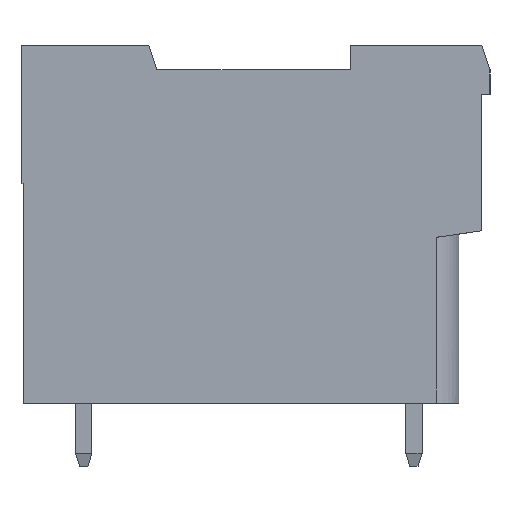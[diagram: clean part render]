
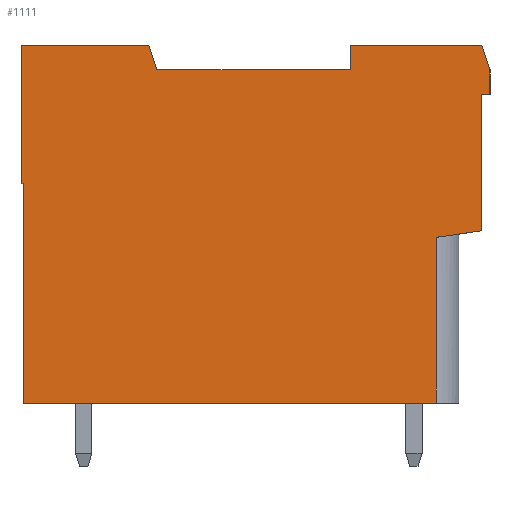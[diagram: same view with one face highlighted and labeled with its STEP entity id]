
A CAD part, left-side view. The second image highlights one B-rep face of the part: STEP entity #1111.
In plain terms, the highlighted planar face has unit normal (-1, 0, 0).
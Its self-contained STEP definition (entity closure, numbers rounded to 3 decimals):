
#1111 = ADVANCED_FACE( '', ( #2858 ), #2859, .T. );
#2858 = FACE_OUTER_BOUND( '', #5392, .T. );
#2859 = PLANE( '', #5393 );
#5392 = EDGE_LOOP( '', ( #8180, #8181, #8182, #8183, #8184, #8185, #8186, #8187, #8188, #8189, #8190, #8191, #8192, #8193, #8194 ) );
#5393 = AXIS2_PLACEMENT_3D( '', #8195, #8196, #8197 );
#8180 = ORIENTED_EDGE( '', *, *, #15636, .T. );
#8181 = ORIENTED_EDGE( '', *, *, #15414, .T. );
#8182 = ORIENTED_EDGE( '', *, *, #15637, .T. );
#8183 = ORIENTED_EDGE( '', *, *, #15638, .T. );
#8184 = ORIENTED_EDGE( '', *, *, #15639, .T. );
#8185 = ORIENTED_EDGE( '', *, *, #15640, .T. );
#8186 = ORIENTED_EDGE( '', *, *, #15641, .F. );
#8187 = ORIENTED_EDGE( '', *, *, #15642, .T. );
#8188 = ORIENTED_EDGE( '', *, *, #15643, .T. );
#8189 = ORIENTED_EDGE( '', *, *, #15644, .T. );
#8190 = ORIENTED_EDGE( '', *, *, #15645, .T. );
#8191 = ORIENTED_EDGE( '', *, *, #15646, .T. );
#8192 = ORIENTED_EDGE( '', *, *, #15647, .T. );
#8193 = ORIENTED_EDGE( '', *, *, #15648, .T. );
#8194 = ORIENTED_EDGE( '', *, *, #15649, .T. );
#8195 = CARTESIAN_POINT( '', ( -20.32, 0., 0. ) );
#8196 = DIRECTION( '', ( -1., 0., 0. ) );
#8197 = DIRECTION( '', ( 0., 0., 1. ) );
#15414 = EDGE_CURVE( '', #18449, #18447, #18450, .T. );
#15636 = EDGE_CURVE( '', #18852, #18449, #18853, .T. );
#15637 = EDGE_CURVE( '', #18447, #18854, #18855, .T. );
#15638 = EDGE_CURVE( '', #18854, #18856, #18857, .F. );
#15639 = EDGE_CURVE( '', #18856, #18858, #18859, .T. );
#15640 = EDGE_CURVE( '', #18858, #18860, #18861, .T. );
#15641 = EDGE_CURVE( '', #18862, #18860, #18863, .T. );
#15642 = EDGE_CURVE( '', #18862, #18864, #18865, .T. );
#15643 = EDGE_CURVE( '', #18864, #18866, #18867, .T. );
#15644 = EDGE_CURVE( '', #18866, #18868, #18869, .T. );
#15645 = EDGE_CURVE( '', #18868, #18870, #18871, .T. );
#15646 = EDGE_CURVE( '', #18870, #18872, #18873, .T. );
#15647 = EDGE_CURVE( '', #18872, #18874, #18875, .T. );
#15648 = EDGE_CURVE( '', #18874, #18876, #18877, .T. );
#15649 = EDGE_CURVE( '', #18876, #18852, #18878, .F. );
#18447 = VERTEX_POINT( '', #22944 );
#18449 = VERTEX_POINT( '', #22947 );
#18450 = LINE( '', #22948, #22949 );
#18852 = VERTEX_POINT( '', #23523 );
#18853 = LINE( '', #23524, #23525 );
#18854 = VERTEX_POINT( '', #23526 );
#18855 = LINE( '', #23527, #23528 );
#18856 = VERTEX_POINT( '', #23529 );
#18857 = LINE( '', #23530, #23531 );
#18858 = VERTEX_POINT( '', #23532 );
#18859 = LINE( '', #23533, #23534 );
#18860 = VERTEX_POINT( '', #23535 );
#18861 = LINE( '', #23536, #23537 );
#18862 = VERTEX_POINT( '', #23538 );
#18863 = LINE( '', #23539, #23540 );
#18864 = VERTEX_POINT( '', #23541 );
#18865 = LINE( '', #23542, #23543 );
#18866 = VERTEX_POINT( '', #23544 );
#18867 = LINE( '', #23545, #23546 );
#18868 = VERTEX_POINT( '', #23547 );
#18869 = LINE( '', #23548, #23549 );
#18870 = VERTEX_POINT( '', #23550 );
#18871 = LINE( '', #23551, #23552 );
#18872 = VERTEX_POINT( '', #23553 );
#18873 = LINE( '', #23554, #23555 );
#18874 = VERTEX_POINT( '', #23556 );
#18875 = LINE( '', #23557, #23558 );
#18876 = VERTEX_POINT( '', #23559 );
#18877 = LINE( '', #23560, #23561 );
#18878 = LINE( '', #23562, #23563 );
#22944 = CARTESIAN_POINT( '', ( -20.32, -5.95, 9.5 ) );
#22947 = CARTESIAN_POINT( '', ( -20.32, -5.95, 11. ) );
#22948 = CARTESIAN_POINT( '', ( -20.32, -5.95, 11. ) );
#22949 = VECTOR( '', #29583, 1000. );
#23523 = CARTESIAN_POINT( '', ( -20.32, -14.05, 11. ) );
#23524 = CARTESIAN_POINT( '', ( -20.32, -14.55, 11. ) );
#23525 = VECTOR( '', #29810, 1000. );
#23526 = CARTESIAN_POINT( '', ( -20.32, 5.95, 9.5 ) );
#23527 = CARTESIAN_POINT( '', ( -20.32, -5.95, 9.5 ) );
#23528 = VECTOR( '', #29811, 1000. );
#23529 = CARTESIAN_POINT( '', ( -20.32, 6.45, 11. ) );
#23530 = CARTESIAN_POINT( '', ( -20.32, 2.505, -0.835 ) );
#23531 = VECTOR( '', #29812, 1000. );
#23532 = CARTESIAN_POINT( '', ( -20.32, 14.25, 11. ) );
#23533 = CARTESIAN_POINT( '', ( -20.32, 5.95, 11. ) );
#23534 = VECTOR( '', #29813, 1000. );
#23535 = CARTESIAN_POINT( '', ( -20.32, 14.25, 2.5 ) );
#23536 = CARTESIAN_POINT( '', ( -20.32, 14.25, 11. ) );
#23537 = VECTOR( '', #29814, 1000. );
#23538 = CARTESIAN_POINT( '', ( -20.32, 14.15, 2.5 ) );
#23539 = CARTESIAN_POINT( '', ( -20.32, 14.15, 2.5 ) );
#23540 = VECTOR( '', #29815, 1000. );
#23541 = CARTESIAN_POINT( '', ( -20.32, 14.15, -11. ) );
#23542 = CARTESIAN_POINT( '', ( -20.32, 14.15, 2.5 ) );
#23543 = VECTOR( '', #29816, 1000. );
#23544 = CARTESIAN_POINT( '', ( -20.32, -11.25, -11. ) );
#23545 = CARTESIAN_POINT( '', ( -20.32, 14.25, -11. ) );
#23546 = VECTOR( '', #29817, 1000. );
#23547 = CARTESIAN_POINT( '', ( -20.32, -11.25, -0.8 ) );
#23548 = CARTESIAN_POINT( '', ( -20.32, -11.25, -11. ) );
#23549 = VECTOR( '', #29818, 1000. );
#23550 = CARTESIAN_POINT( '', ( -20.32, -14.05, -0.4 ) );
#23551 = CARTESIAN_POINT( '', ( -20.32, -11.25, -0.8 ) );
#23552 = VECTOR( '', #29819, 1000. );
#23553 = CARTESIAN_POINT( '', ( -20.32, -14.05, 8. ) );
#23554 = CARTESIAN_POINT( '', ( -20.32, -14.05, 8. ) );
#23555 = VECTOR( '', #29820, 1000. );
#23556 = CARTESIAN_POINT( '', ( -20.32, -14.55, 8. ) );
#23557 = CARTESIAN_POINT( '', ( -20.32, -14.55, 8. ) );
#23558 = VECTOR( '', #29821, 1000. );
#23559 = CARTESIAN_POINT( '', ( -20.32, -14.55, 9.5 ) );
#23560 = CARTESIAN_POINT( '', ( -20.32, -14.55, 8. ) );
#23561 = VECTOR( '', #29822, 1000. );
#23562 = CARTESIAN_POINT( '', ( -20.32, -15.945, 5.315 ) );
#23563 = VECTOR( '', #29823, 1000. );
#29583 = DIRECTION( '', ( 0., 0., -1. ) );
#29810 = DIRECTION( '', ( 0., 1., 0. ) );
#29811 = DIRECTION( '', ( 0., 1., 0. ) );
#29812 = DIRECTION( '', ( 0., -0.316, -0.949 ) );
#29813 = DIRECTION( '', ( 0., 1., 0. ) );
#29814 = DIRECTION( '', ( 0., 0., -1. ) );
#29815 = DIRECTION( '', ( 0., 1., 0. ) );
#29816 = DIRECTION( '', ( 0., 0., -1. ) );
#29817 = DIRECTION( '', ( 0., -1., 0. ) );
#29818 = DIRECTION( '', ( 0., 0., 1. ) );
#29819 = DIRECTION( '', ( 0., -0.99, 0.141 ) );
#29820 = DIRECTION( '', ( 0., 0., 1. ) );
#29821 = DIRECTION( '', ( 0., -1., 0. ) );
#29822 = DIRECTION( '', ( 0., 0., 1. ) );
#29823 = DIRECTION( '', ( 0., -0.316, -0.949 ) );
